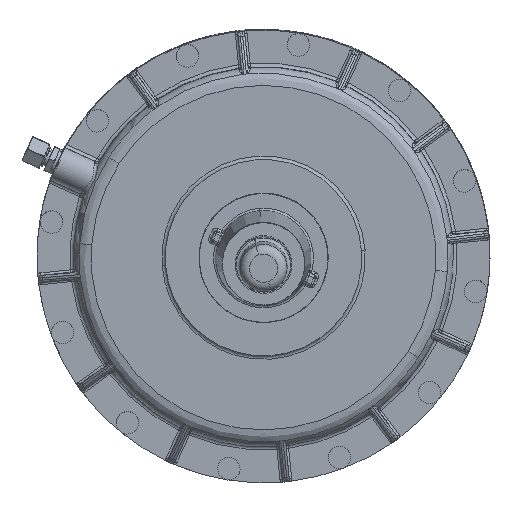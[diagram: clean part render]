
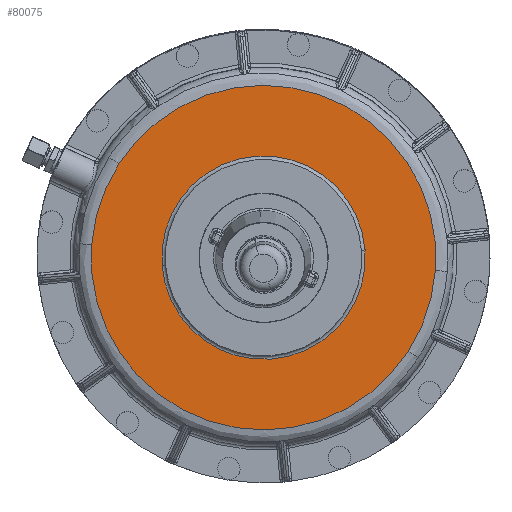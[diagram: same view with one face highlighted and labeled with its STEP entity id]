
A CAD part, top view. The second image highlights one B-rep face of the part: STEP entity #80075.
In plain terms, the highlighted face is planar.
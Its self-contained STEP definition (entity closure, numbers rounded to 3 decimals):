
#77155=CARTESIAN_POINT('Vertex',(75.911,41.47,188.)) ;
#77171=CARTESIAN_POINT('Vertex',(-75.911,-41.47,188.)) ;
#77174=CARTESIAN_POINT('Axis2P3D Location',(0.,0.,188.)) ;
#77196=CARTESIAN_POINT('Axis2P3D Location',(0.,0.,188.)) ;
#80032=CARTESIAN_POINT('Axis2P3D Location',(-86.5,0.,188.)) ;
#80037=CARTESIAN_POINT('Axis2P3D Location',(0.,0.,188.)) ;
#80041=CARTESIAN_POINT('Vertex',(137.665,50.106,188.)) ;
#80043=CARTESIAN_POINT('Vertex',(144.834,-22.028,188.)) ;
#80046=CARTESIAN_POINT('Axis2P3D Location',(0.,0.,188.)) ;
#80050=CARTESIAN_POINT('Vertex',(-144.834,22.028,188.)) ;
#80053=CARTESIAN_POINT('Axis2P3D Location',(0.,0.,188.)) ;
#80057=CARTESIAN_POINT('Vertex',(-137.665,-50.106,188.)) ;
#80060=CARTESIAN_POINT('Axis2P3D Location',(0.,0.,188.)) ;
#77175=DIRECTION('Axis2P3D Direction',(0.,0.,1.)) ;
#77197=DIRECTION('Axis2P3D Direction',(0.,-0.,1.)) ;
#80033=DIRECTION('Axis2P3D Direction',(0.,0.,1.)) ;
#80034=DIRECTION('Axis2P3D XDirection',(-1.,0.,0.)) ;
#80038=DIRECTION('Axis2P3D Direction',(0.,0.,1.)) ;
#80047=DIRECTION('Axis2P3D Direction',(0.,0.,1.)) ;
#80054=DIRECTION('Axis2P3D Direction',(0.,0.,1.)) ;
#80061=DIRECTION('Axis2P3D Direction',(0.,0.,1.)) ;
#77176=AXIS2_PLACEMENT_3D('Circle Axis2P3D',#77174,#77175,$) ;
#77198=AXIS2_PLACEMENT_3D('Circle Axis2P3D',#77196,#77197,$) ;
#80035=AXIS2_PLACEMENT_3D('Plane Axis2P3D',#80032,#80033,#80034) ;
#80039=AXIS2_PLACEMENT_3D('Circle Axis2P3D',#80037,#80038,$) ;
#80048=AXIS2_PLACEMENT_3D('Circle Axis2P3D',#80046,#80047,$) ;
#80055=AXIS2_PLACEMENT_3D('Circle Axis2P3D',#80053,#80054,$) ;
#80062=AXIS2_PLACEMENT_3D('Circle Axis2P3D',#80060,#80061,$) ;
#80066=ORIENTED_EDGE('',*,*,#80045,.F.) ;
#80067=ORIENTED_EDGE('',*,*,#80052,.F.) ;
#80068=ORIENTED_EDGE('',*,*,#80059,.F.) ;
#80069=ORIENTED_EDGE('',*,*,#80064,.F.) ;
#80072=ORIENTED_EDGE('',*,*,#77178,.F.) ;
#80073=ORIENTED_EDGE('',*,*,#77200,.F.) ;
#80074=FACE_BOUND('',#80071,.T.) ;
#80075=ADVANCED_FACE('Brep With Voids',(#80070,#80074),#80036,.T.) ;
#77177=CIRCLE('generated circle',#77176,86.5) ;
#77199=CIRCLE('generated circle',#77198,86.5) ;
#80040=CIRCLE('generated circle',#80039,146.5) ;
#80049=CIRCLE('generated circle',#80048,146.5) ;
#80056=CIRCLE('generated circle',#80055,146.5) ;
#80063=CIRCLE('generated circle',#80062,146.5) ;
#77178=EDGE_CURVE('',#77172,#77156,#77177,.T.) ;
#77200=EDGE_CURVE('',#77156,#77172,#77199,.T.) ;
#80045=EDGE_CURVE('',#80042,#80044,#80040,.F.) ;
#80052=EDGE_CURVE('',#80051,#80042,#80049,.F.) ;
#80059=EDGE_CURVE('',#80058,#80051,#80056,.F.) ;
#80064=EDGE_CURVE('',#80044,#80058,#80063,.F.) ;
#80065=EDGE_LOOP('',(#80066,#80067,#80068,#80069)) ;
#80071=EDGE_LOOP('',(#80072,#80073)) ;
#80070=FACE_OUTER_BOUND('',#80065,.T.) ;
#80036=PLANE('',#80035) ;
#77156=VERTEX_POINT('',#77155) ;
#77172=VERTEX_POINT('',#77171) ;
#80042=VERTEX_POINT('',#80041) ;
#80044=VERTEX_POINT('',#80043) ;
#80051=VERTEX_POINT('',#80050) ;
#80058=VERTEX_POINT('',#80057) ;
